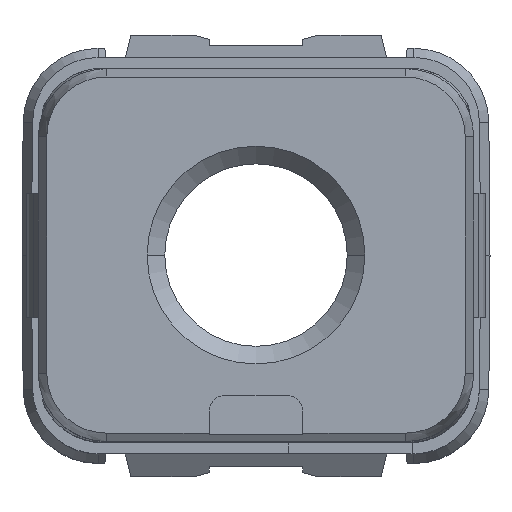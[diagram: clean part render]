
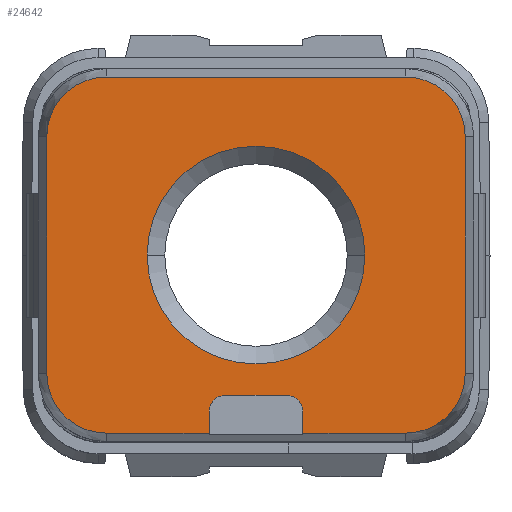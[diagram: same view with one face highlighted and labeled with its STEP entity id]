
A CAD part, top view. The second image highlights one B-rep face of the part: STEP entity #24642.
In plain terms, the highlighted planar face has unit normal (0, 0, 1).
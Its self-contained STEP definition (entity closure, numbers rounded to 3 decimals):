
#2033=DIRECTION('',(0.,1.,0.));
#2034=VECTOR('',#2033,0.707);
#2035=CARTESIAN_POINT('',(1.5,-5.707,9.6));
#2036=LINE('',#2035,#2034);
#2037=DIRECTION('',(-1.,0.,0.));
#2038=VECTOR('',#2037,2.);
#2039=CARTESIAN_POINT('',(1.,-4.5,9.6));
#2040=LINE('',#2039,#2038);
#2041=DIRECTION('',(0.,1.,0.));
#2042=VECTOR('',#2041,0.707);
#2043=CARTESIAN_POINT('',(-1.5,-5.707,9.6));
#2044=LINE('',#2043,#2042);
#2045=DIRECTION('',(1.,0.,0.));
#2046=VECTOR('',#2045,3.295);
#2047=CARTESIAN_POINT('',(-4.795,-5.707,
9.6));
#2048=LINE('',#2047,#2046);
#2049=CARTESIAN_POINT('',(-4.795,-3.795,9.6));
#2050=DIRECTION('',(0.,0.,1.));
#2051=DIRECTION('',(-1.,0.,0.));
#2052=AXIS2_PLACEMENT_3D('',#2049,#2050,#2051);
#2054=DIRECTION('',(0.,-1.,0.));
#2055=VECTOR('',#2054,7.59);
#2056=CARTESIAN_POINT('',(-6.707,3.795,9.6));
#2057=LINE('',#2056,#2055);
#2058=CARTESIAN_POINT('',(-4.795,3.795,9.6));
#2059=DIRECTION('',(0.,0.,1.));
#2060=DIRECTION('',(0.,1.,0.));
#2061=AXIS2_PLACEMENT_3D('',#2058,#2059,#2060);
#2063=DIRECTION('',(-1.,0.,0.));
#2064=VECTOR('',#2063,9.59);
#2065=CARTESIAN_POINT('',(4.795,5.707,9.6));
#2066=LINE('',#2065,#2064);
#2067=CARTESIAN_POINT('',(4.795,3.795,9.6));
#2068=DIRECTION('',(0.,0.,1.));
#2069=DIRECTION('',(1.,0.,0.));
#2070=AXIS2_PLACEMENT_3D('',#2067,#2068,#2069);
#2072=DIRECTION('',(0.,1.,0.));
#2073=VECTOR('',#2072,7.59);
#2074=CARTESIAN_POINT('',(6.707,-3.795,9.6));
#2075=LINE('',#2074,#2073);
#2076=CARTESIAN_POINT('',(4.795,-3.795,9.6));
#2077=DIRECTION('',(0.,0.,1.));
#2078=DIRECTION('',(0.,-1.,0.));
#2079=AXIS2_PLACEMENT_3D('',#2076,#2077,#2078);
#2081=DIRECTION('',(1.,0.,0.));
#2082=VECTOR('',#2081,3.295);
#2083=CARTESIAN_POINT('',(1.5,-5.707,9.6));
#2084=LINE('',#2083,#2082);
#2085=CARTESIAN_POINT('',(0.,0.,9.6));
#2086=DIRECTION('',(0.,0.,1.));
#2087=DIRECTION('',(-1.,0.,0.));
#2088=AXIS2_PLACEMENT_3D('',#2085,#2086,#2087);
#2090=CARTESIAN_POINT('',(0.,0.,9.6));
#2091=DIRECTION('',(0.,0.,1.));
#2092=DIRECTION('',(1.,0.,0.));
#2093=AXIS2_PLACEMENT_3D('',#2090,#2091,#2092);
#2099=CARTESIAN_POINT('',(1.,-5.,9.6));
#2100=DIRECTION('',(0.,0.,-1.));
#2101=DIRECTION('',(0.,1.,0.));
#2102=AXIS2_PLACEMENT_3D('',#2099,#2100,#2101);
#2126=CARTESIAN_POINT('',(-1.,-5.,9.6));
#2127=DIRECTION('',(0.,0.,-1.));
#2128=DIRECTION('',(-1.,0.,0.));
#2129=AXIS2_PLACEMENT_3D('',#2126,#2127,#2128);
#19552=CARTESIAN_POINT('',(-4.795,5.707,9.6));
#19553=CARTESIAN_POINT('',(-6.707,3.795,9.6));
#19554=VERTEX_POINT('',#19552);
#19555=VERTEX_POINT('',#19553);
#19560=CARTESIAN_POINT('',(-6.707,-3.795,
9.6));
#19561=VERTEX_POINT('',#19560);
#19564=CARTESIAN_POINT('',(-4.795,-5.707,9.6));
#19565=VERTEX_POINT('',#19564);
#19570=CARTESIAN_POINT('',(4.795,-5.707,9.6));
#19571=CARTESIAN_POINT('',(6.707,-3.795,9.6));
#19572=VERTEX_POINT('',#19570);
#19573=VERTEX_POINT('',#19571);
#19576=CARTESIAN_POINT('',(6.707,3.795,9.6));
#19577=VERTEX_POINT('',#19576);
#19580=CARTESIAN_POINT('',(4.795,5.707,9.6));
#19581=VERTEX_POINT('',#19580);
#19681=CARTESIAN_POINT('',(-3.49,0.,9.6));
#19682=CARTESIAN_POINT('',(3.49,0.,9.6));
#19683=VERTEX_POINT('',#19681);
#19684=VERTEX_POINT('',#19682);
#19691=CARTESIAN_POINT('',(-1.5,-5.707,9.6));
#19692=VERTEX_POINT('',#19691);
#19693=CARTESIAN_POINT('',(1.5,-5.707,9.6));
#19694=VERTEX_POINT('',#19693);
#19699=CARTESIAN_POINT('',(-1.5,-5.,9.6));
#19700=VERTEX_POINT('',#19699);
#19701=CARTESIAN_POINT('',(-1.,-4.5,9.6));
#19702=VERTEX_POINT('',#19701);
#19707=CARTESIAN_POINT('',(1.,-4.5,9.6));
#19708=VERTEX_POINT('',#19707);
#19709=CARTESIAN_POINT('',(1.5,-5.,9.6));
#19710=VERTEX_POINT('',#19709);
#24602=CARTESIAN_POINT('',(0.,0.,9.6));
#24603=DIRECTION('',(0.,0.,1.));
#24604=DIRECTION('',(1.,0.,0.));
#24605=AXIS2_PLACEMENT_3D('',#24602,#24603,#24604);
#24606=PLANE('',#24605);
#24608=ORIENTED_EDGE('',*,*,#24607,.T.);
#24610=ORIENTED_EDGE('',*,*,#24609,.F.);
#24612=ORIENTED_EDGE('',*,*,#24611,.T.);
#24614=ORIENTED_EDGE('',*,*,#24613,.F.);
#24616=ORIENTED_EDGE('',*,*,#24615,.F.);
#24618=ORIENTED_EDGE('',*,*,#24617,.F.);
#24620=ORIENTED_EDGE('',*,*,#24619,.F.);
#24622=ORIENTED_EDGE('',*,*,#24621,.F.);
#24624=ORIENTED_EDGE('',*,*,#24623,.F.);
#24626=ORIENTED_EDGE('',*,*,#24625,.F.);
#24627=ORIENTED_EDGE('',*,*,#24592,.F.);
#24629=ORIENTED_EDGE('',*,*,#24628,.F.);
#24631=ORIENTED_EDGE('',*,*,#24630,.F.);
#24633=ORIENTED_EDGE('',*,*,#24632,.F.);
#24634=EDGE_LOOP('',(#24608,#24610,#24612,#24614,#24616,#24618,#24620,#24622,
#24624,#24626,#24627,#24629,#24631,#24633));
#24635=FACE_OUTER_BOUND('',#24634,.F.);
#24637=ORIENTED_EDGE('',*,*,#24636,.T.);
#24639=ORIENTED_EDGE('',*,*,#24638,.T.);
#24640=EDGE_LOOP('',(#24637,#24639));
#24641=FACE_BOUND('',#24640,.F.);
#24642=ADVANCED_FACE('',(#24635,#24641),#24606,.T.);
#2053=CIRCLE('',#2052,1.912);
#2062=CIRCLE('',#2061,1.912);
#2071=CIRCLE('',#2070,1.912);
#2080=CIRCLE('',#2079,1.912);
#2089=CIRCLE('',#2088,3.49);
#2094=CIRCLE('',#2093,3.49);
#2103=CIRCLE('',#2102,0.5);
#2130=CIRCLE('',#2129,0.5);
#24592=EDGE_CURVE('',#19577,#19581,#2071,.T.);
#24607=EDGE_CURVE('',#19694,#19710,#2036,.T.);
#24609=EDGE_CURVE('',#19708,#19710,#2103,.T.);
#24611=EDGE_CURVE('',#19708,#19702,#2040,.T.);
#24613=EDGE_CURVE('',#19700,#19702,#2130,.T.);
#24615=EDGE_CURVE('',#19692,#19700,#2044,.T.);
#24617=EDGE_CURVE('',#19565,#19692,#2048,.T.);
#24619=EDGE_CURVE('',#19561,#19565,#2053,.T.);
#24621=EDGE_CURVE('',#19555,#19561,#2057,.T.);
#24623=EDGE_CURVE('',#19554,#19555,#2062,.T.);
#24625=EDGE_CURVE('',#19581,#19554,#2066,.T.);
#24628=EDGE_CURVE('',#19573,#19577,#2075,.T.);
#24630=EDGE_CURVE('',#19572,#19573,#2080,.T.);
#24632=EDGE_CURVE('',#19694,#19572,#2084,.T.);
#24636=EDGE_CURVE('',#19683,#19684,#2089,.T.);
#24638=EDGE_CURVE('',#19684,#19683,#2094,.T.);
